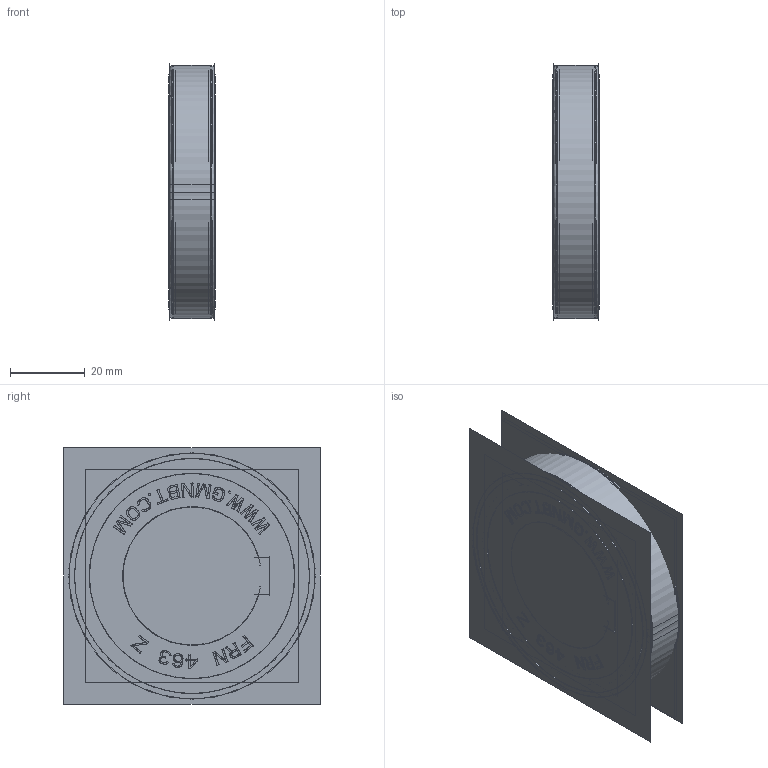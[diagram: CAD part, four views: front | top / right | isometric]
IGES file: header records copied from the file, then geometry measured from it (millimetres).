
Start section:  PTC IGES file: frn463z.igs
Global section: file name: frn463z.igs; native system: Creo Parametric by Parametric Technology Corporation; preprocessor: 2013150; author: sales 4; organization: Unknown; date: 20140326.143601; units: millimetre
Bounding box: 12.48 x 68.64 x 68.64 mm (x, y, z)
Volume: 26607.5 mm3; surface area: 209421.9 mm2
Topology: 64 solids, 64 shells, 4414 faces, 23844 edges, 30416 vertices
Faces by surface type: revolution 2474, bspline 1940
